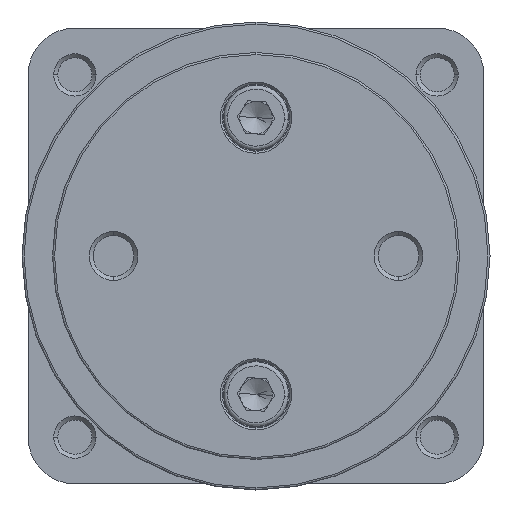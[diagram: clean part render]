
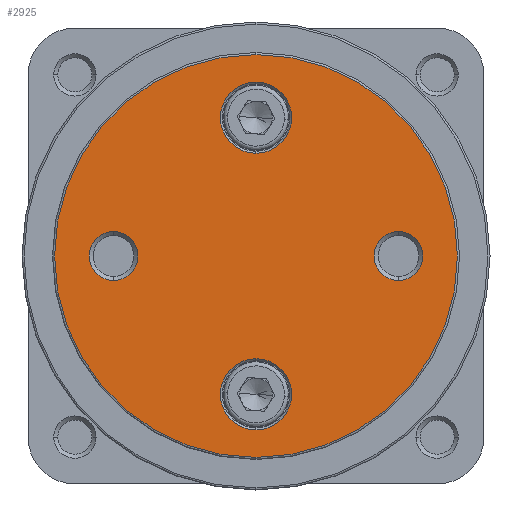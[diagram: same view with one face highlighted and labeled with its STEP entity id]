
A CAD part, left-side view. The second image highlights one B-rep face of the part: STEP entity #2925.
In plain terms, the highlighted planar face has unit normal (-1, 0, 0).
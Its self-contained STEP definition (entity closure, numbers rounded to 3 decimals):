
#609 = VERTEX_POINT ( 'NONE', #4459 ) ;
#610 = VERTEX_POINT ( 'NONE', #4460 ) ;
#631 = VERTEX_POINT ( 'NONE', #4481 ) ;
#632 = VERTEX_POINT ( 'NONE', #4482 ) ;
#635 = VERTEX_POINT ( 'NONE', #4485 ) ;
#636 = VERTEX_POINT ( 'NONE', #4486 ) ;
#663 = VERTEX_POINT ( 'NONE', #4513 ) ;
#664 = VERTEX_POINT ( 'NONE', #4514 ) ;
#667 = VERTEX_POINT ( 'NONE', #4517 ) ;
#668 = VERTEX_POINT ( 'NONE', #4518 ) ;
#1914 = ORIENTED_EDGE ( 'NONE', *, *, #3409, .T. ) ;
#1915 = ORIENTED_EDGE ( 'NONE', *, *, #3357, .T. ) ;
#1916 = ORIENTED_EDGE ( 'NONE', *, *, #3403, .T. ) ;
#1917 = ORIENTED_EDGE ( 'NONE', *, *, #3361, .T. ) ;
#1918 = ORIENTED_EDGE ( 'NONE', *, *, #3410, .T. ) ;
#1919 = ORIENTED_EDGE ( 'NONE', *, *, #3325, .T. ) ;
#1920 = ORIENTED_EDGE ( 'NONE', *, *, #3415, .T. ) ;
#1921 = ORIENTED_EDGE ( 'NONE', *, *, #3329, .T. ) ;
#1922 = ORIENTED_EDGE ( 'NONE', *, *, #3315, .T. ) ;
#1923 = ORIENTED_EDGE ( 'NONE', *, *, #3414, .T. ) ;
#2320 = EDGE_LOOP ( 'NONE', ( #1919, #1918 ) ) ;
#2329 = EDGE_LOOP ( 'NONE', ( #1923, #1922 ) ) ;
#2331 = EDGE_LOOP ( 'NONE', ( #1921, #1920 ) ) ;
#2332 = EDGE_LOOP ( 'NONE', ( #1917, #1916 ) ) ;
#2333 = EDGE_LOOP ( 'NONE', ( #1915, #1914 ) ) ;
#2925 = ADVANCED_FACE ( 'NONE', ( #5995, #6001, #6003, #6005, #5991 ), #5344, .F. ) ;
#3315 = EDGE_CURVE ( 'NONE', #609, #610, #7832, .T. ) ;
#3325 = EDGE_CURVE ( 'NONE', #632, #631, #7844, .T. ) ;
#3329 = EDGE_CURVE ( 'NONE', #636, #635, #7850, .T. ) ;
#3357 = EDGE_CURVE ( 'NONE', #664, #663, #7892, .T. ) ;
#3361 = EDGE_CURVE ( 'NONE', #668, #667, #7898, .T. ) ;
#3403 = EDGE_CURVE ( 'NONE', #667, #668, #7962, .T. ) ;
#3409 = EDGE_CURVE ( 'NONE', #663, #664, #7968, .T. ) ;
#3410 = EDGE_CURVE ( 'NONE', #631, #632, #7969, .T. ) ;
#3414 = EDGE_CURVE ( 'NONE', #610, #609, #7973, .T. ) ;
#3415 = EDGE_CURVE ( 'NONE', #635, #636, #7974, .T. ) ;
#3842 = AXIS2_PLACEMENT_3D ( 'NONE', #5335, #5347, #5348 ) ;
#4132 = AXIS2_PLACEMENT_3D ( 'NONE', #7419, #7420, #7421 ) ;
#4142 = AXIS2_PLACEMENT_3D ( 'NONE', #7449, #7450, #7451 ) ;
#4143 = AXIS2_PLACEMENT_3D ( 'NONE', #7459, #7460, #7461 ) ;
#4159 = AXIS2_PLACEMENT_3D ( 'NONE', #7529, #7530, #7531 ) ;
#4160 = AXIS2_PLACEMENT_3D ( 'NONE', #7539, #7540, #7541 ) ;
#4177 = AXIS2_PLACEMENT_3D ( 'NONE', #7634, #7641, #7642 ) ;
#4183 = AXIS2_PLACEMENT_3D ( 'NONE', #7652, #7659, #7660 ) ;
#4184 = AXIS2_PLACEMENT_3D ( 'NONE', #7655, #7662, #7663 ) ;
#4188 = AXIS2_PLACEMENT_3D ( 'NONE', #7667, #7674, #7675 ) ;
#4189 = AXIS2_PLACEMENT_3D ( 'NONE', #7670, #7677, #7678 ) ;
#4459 = CARTESIAN_POINT ( 'NONE',  ( 0., 0., 49.5 ) ) ;
#4460 = CARTESIAN_POINT ( 'NONE',  ( 0., 0., -49.5 ) ) ;
#4481 = CARTESIAN_POINT ( 'NONE',  ( 0., 0., 25.25 ) ) ;
#4482 = CARTESIAN_POINT ( 'NONE',  ( 0., 0., 42.75 ) ) ;
#4485 = CARTESIAN_POINT ( 'NONE',  ( 0., 0., -42.75 ) ) ;
#4486 = CARTESIAN_POINT ( 'NONE',  ( 0., 0., -25.25 ) ) ;
#4513 = CARTESIAN_POINT ( 'NONE',  ( 0., 35., -6. ) ) ;
#4514 = CARTESIAN_POINT ( 'NONE',  ( 0., 35., 6. ) ) ;
#4517 = CARTESIAN_POINT ( 'NONE',  ( 0., -35., -6. ) ) ;
#4518 = CARTESIAN_POINT ( 'NONE',  ( 0., -35., 6. ) ) ;
#5335 = CARTESIAN_POINT ( 'NONE',  ( 0., 0., 0. ) ) ;
#5344 = PLANE ( 'NONE',  #3842 ) ;
#5347 = DIRECTION ( 'NONE',  ( 1., 0., 0. ) ) ;
#5348 = DIRECTION ( 'NONE',  ( 0., 0., -1. ) ) ;
#5991 = FACE_BOUND ( 'NONE', #2333, .T. ) ;
#5995 = FACE_OUTER_BOUND ( 'NONE', #2329, .T. ) ;
#6001 = FACE_BOUND ( 'NONE', #2331, .T. ) ;
#6003 = FACE_BOUND ( 'NONE', #2320, .T. ) ;
#6005 = FACE_BOUND ( 'NONE', #2332, .T. ) ;
#7419 = CARTESIAN_POINT ( 'NONE',  ( 0., 0., 0. ) ) ;
#7420 = DIRECTION ( 'NONE',  ( -1., 0., 0. ) ) ;
#7421 = DIRECTION ( 'NONE',  ( 0., 0., -1. ) ) ;
#7449 = CARTESIAN_POINT ( 'NONE',  ( 0., 0., 34. ) ) ;
#7450 = DIRECTION ( 'NONE',  ( 1., 0., 0. ) ) ;
#7451 = DIRECTION ( 'NONE',  ( 0., 0., -1. ) ) ;
#7459 = CARTESIAN_POINT ( 'NONE',  ( 0., 0., -34. ) ) ;
#7460 = DIRECTION ( 'NONE',  ( 1., 0., 0. ) ) ;
#7461 = DIRECTION ( 'NONE',  ( 0., 0., -1. ) ) ;
#7529 = CARTESIAN_POINT ( 'NONE',  ( 0., 35., 0. ) ) ;
#7530 = DIRECTION ( 'NONE',  ( 1., 0., 0. ) ) ;
#7531 = DIRECTION ( 'NONE',  ( 0., 0., -1. ) ) ;
#7539 = CARTESIAN_POINT ( 'NONE',  ( 0., -35., 0. ) ) ;
#7540 = DIRECTION ( 'NONE',  ( 1., 0., 0. ) ) ;
#7541 = DIRECTION ( 'NONE',  ( 0., 0., -1. ) ) ;
#7634 = CARTESIAN_POINT ( 'NONE',  ( 0., -35., 0. ) ) ;
#7641 = DIRECTION ( 'NONE',  ( 1., 0., 0. ) ) ;
#7642 = DIRECTION ( 'NONE',  ( 0., 0., -1. ) ) ;
#7652 = CARTESIAN_POINT ( 'NONE',  ( 0., 35., 0. ) ) ;
#7655 = CARTESIAN_POINT ( 'NONE',  ( 0., 0., 34. ) ) ;
#7659 = DIRECTION ( 'NONE',  ( 1., 0., 0. ) ) ;
#7660 = DIRECTION ( 'NONE',  ( 0., 0., -1. ) ) ;
#7662 = DIRECTION ( 'NONE',  ( 1., 0., 0. ) ) ;
#7663 = DIRECTION ( 'NONE',  ( 0., 0., -1. ) ) ;
#7667 = CARTESIAN_POINT ( 'NONE',  ( 0., 0., 0. ) ) ;
#7670 = CARTESIAN_POINT ( 'NONE',  ( 0., 0., -34. ) ) ;
#7674 = DIRECTION ( 'NONE',  ( -1., 0., 0. ) ) ;
#7675 = DIRECTION ( 'NONE',  ( 0., 0., -1. ) ) ;
#7677 = DIRECTION ( 'NONE',  ( 1., 0., 0. ) ) ;
#7678 = DIRECTION ( 'NONE',  ( 0., 0., -1. ) ) ;
#7832 = CIRCLE ( 'NONE', #4132, 49.5 ) ;
#7844 = CIRCLE ( 'NONE', #4142, 8.75 ) ;
#7850 = CIRCLE ( 'NONE', #4143, 8.75 ) ;
#7892 = CIRCLE ( 'NONE', #4159, 6. ) ;
#7898 = CIRCLE ( 'NONE', #4160, 6. ) ;
#7962 = CIRCLE ( 'NONE', #4177, 6. ) ;
#7968 = CIRCLE ( 'NONE', #4183, 6. ) ;
#7969 = CIRCLE ( 'NONE', #4184, 8.75 ) ;
#7973 = CIRCLE ( 'NONE', #4188, 49.5 ) ;
#7974 = CIRCLE ( 'NONE', #4189, 8.75 ) ;
